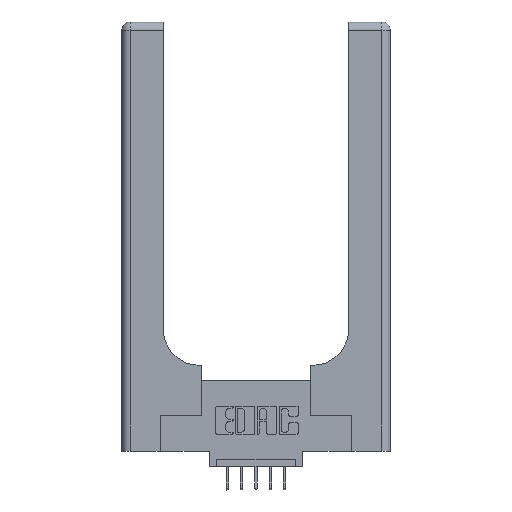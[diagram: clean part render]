
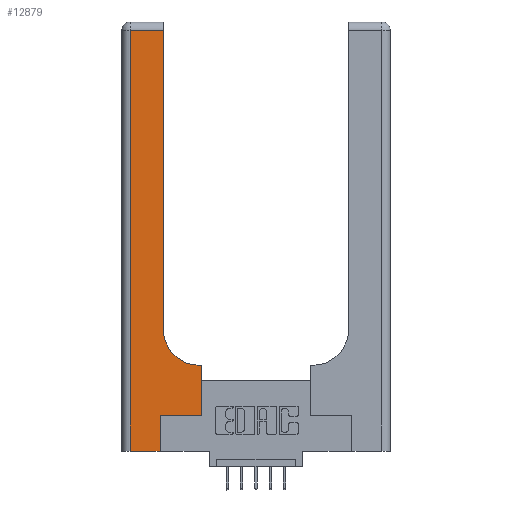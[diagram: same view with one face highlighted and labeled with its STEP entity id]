
A CAD part, top view. The second image highlights one B-rep face of the part: STEP entity #12879.
In plain terms, the highlighted planar face has unit normal (0, 0, 1).
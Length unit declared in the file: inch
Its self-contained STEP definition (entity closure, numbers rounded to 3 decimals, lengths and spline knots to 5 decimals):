
#152 = CIRCLE ( 'NONE', #12920, 0.25 ) ;
#182 = VECTOR ( 'NONE', #1006, 39.37008 ) ;
#207 = ORIENTED_EDGE ( 'NONE', *, *, #6837, .T. ) ;
#388 = VERTEX_POINT ( 'NONE', #9545 ) ;
#1006 = DIRECTION ( 'NONE',  ( 0., 1., 0. ) ) ;
#1279 = LINE ( 'NONE', #10814, #7595 ) ;
#1305 = CARTESIAN_POINT ( 'NONE',  ( 0.269, 0.25, 0.37 ) ) ;
#1401 = CARTESIAN_POINT ( 'NONE',  ( 0., 3., 0.37 ) ) ;
#1514 = ORIENTED_EDGE ( 'NONE', *, *, #13188, .T. ) ;
#1644 = CARTESIAN_POINT ( 'NONE',  ( 0.5585, 0.25, 0.37 ) ) ;
#1708 = VERTEX_POINT ( 'NONE', #1644 ) ;
#2004 = CARTESIAN_POINT ( 'NONE',  ( 0.269, 0., 0.37 ) ) ;
#2017 = DIRECTION ( 'NONE',  ( 0., 0., -1. ) ) ;
#2029 = EDGE_CURVE ( 'NONE', #388, #6960, #3089, .T. ) ;
#2454 = CARTESIAN_POINT ( 'NONE',  ( 0.5415, 0.6, 0.37 ) ) ;
#2607 = LINE ( 'NONE', #6413, #10637 ) ;
#2998 = DIRECTION ( 'NONE',  ( 1., 0., 0. ) ) ;
#3089 = LINE ( 'NONE', #2004, #182 ) ;
#3155 = AXIS2_PLACEMENT_3D ( 'NONE', #1401, #5670, #3581 ) ;
#3211 = VERTEX_POINT ( 'NONE', #12761 ) ;
#3581 = DIRECTION ( 'NONE',  ( -1., 0., 0. ) ) ;
#3673 = EDGE_CURVE ( 'NONE', #6879, #6564, #13301, .T. ) ;
#3736 = CARTESIAN_POINT ( 'NONE',  ( 0.06, 2.94, 0.37 ) ) ;
#3746 = ORIENTED_EDGE ( 'NONE', *, *, #6574, .T. ) ;
#3829 = ORIENTED_EDGE ( 'NONE', *, *, #3673, .T. ) ;
#4260 = DIRECTION ( 'NONE',  ( 1., 0., 0. ) ) ;
#4623 = DIRECTION ( 'NONE',  ( -1., 0., 0. ) ) ;
#5120 = FACE_OUTER_BOUND ( 'NONE', #13543, .T. ) ;
#5297 = ORIENTED_EDGE ( 'NONE', *, *, #5441, .T. ) ;
#5355 = LINE ( 'NONE', #8814, #7059 ) ;
#5441 = EDGE_CURVE ( 'NONE', #11526, #6879, #1279, .T. ) ;
#5670 = DIRECTION ( 'NONE',  ( 0., 0., -1. ) ) ;
#5922 = DIRECTION ( 'NONE',  ( -1., 0., 0. ) ) ;
#6016 = CARTESIAN_POINT ( 'NONE',  ( 0.06, 0., 0.37 ) ) ;
#6230 = ORIENTED_EDGE ( 'NONE', *, *, #11666, .T. ) ;
#6368 = VECTOR ( 'NONE', #10886, 39.37008 ) ;
#6380 = CARTESIAN_POINT ( 'NONE',  ( 0.2915, 0.85, 0.37 ) ) ;
#6413 = CARTESIAN_POINT ( 'NONE',  ( 0., 0., 0.37 ) ) ;
#6472 = LINE ( 'NONE', #1305, #9044 ) ;
#6564 = VERTEX_POINT ( 'NONE', #3736 ) ;
#6574 = EDGE_CURVE ( 'NONE', #3211, #9383, #10488, .T. ) ;
#6619 = VECTOR ( 'NONE', #4623, 39.37008 ) ;
#6710 = DIRECTION ( 'NONE',  ( 0., 1., 0. ) ) ;
#6747 = DIRECTION ( 'NONE',  ( 1., 0., 0. ) ) ;
#6837 = EDGE_CURVE ( 'NONE', #6564, #12429, #8931, .T. ) ;
#6879 = VERTEX_POINT ( 'NONE', #10927 ) ;
#6960 = VERTEX_POINT ( 'NONE', #13066 ) ;
#7021 = EDGE_CURVE ( 'NONE', #1708, #3211, #5355, .T. ) ;
#7059 = VECTOR ( 'NONE', #6710, 39.37008 ) ;
#7450 = EDGE_CURVE ( 'NONE', #12429, #388, #2607, .T. ) ;
#7595 = VECTOR ( 'NONE', #11905, 39.37008 ) ;
#7705 = ORIENTED_EDGE ( 'NONE', *, *, #7450, .T. ) ;
#7858 = PLANE ( 'NONE',  #3155 ) ;
#8814 = CARTESIAN_POINT ( 'NONE',  ( 0.5585, 0.25, 0.37 ) ) ;
#8931 = LINE ( 'NONE', #13113, #6368 ) ;
#9044 = VECTOR ( 'NONE', #6747, 39.37008 ) ;
#9117 = VECTOR ( 'NONE', #5922, 39.37008 ) ;
#9383 = VERTEX_POINT ( 'NONE', #2454 ) ;
#9545 = CARTESIAN_POINT ( 'NONE',  ( 0.269, 0., 0.37 ) ) ;
#10488 = LINE ( 'NONE', #11456, #9117 ) ;
#10637 = VECTOR ( 'NONE', #2998, 39.37008 ) ;
#10720 = CARTESIAN_POINT ( 'NONE',  ( 0.5415, 0.85, 0.37 ) ) ;
#10814 = CARTESIAN_POINT ( 'NONE',  ( 0.2915, 3., 0.37 ) ) ;
#10886 = DIRECTION ( 'NONE',  ( 0., -1., 0. ) ) ;
#10927 = CARTESIAN_POINT ( 'NONE',  ( 0.2915, 2.94, 0.37 ) ) ;
#11076 = CARTESIAN_POINT ( 'NONE',  ( 0., 2.94, 0.37 ) ) ;
#11456 = CARTESIAN_POINT ( 'NONE',  ( 0.2915, 0.6, 0.37 ) ) ;
#11526 = VERTEX_POINT ( 'NONE', #6380 ) ;
#11666 = EDGE_CURVE ( 'NONE', #6960, #1708, #6472, .T. ) ;
#11905 = DIRECTION ( 'NONE',  ( 0., 1., 0. ) ) ;
#12429 = VERTEX_POINT ( 'NONE', #6016 ) ;
#12438 = ORIENTED_EDGE ( 'NONE', *, *, #2029, .T. ) ;
#12761 = CARTESIAN_POINT ( 'NONE',  ( 0.5585, 0.6, 0.37 ) ) ;
#12879 = ADVANCED_FACE ( 'NONE', ( #5120 ), #7858, .F. ) ;
#12920 = AXIS2_PLACEMENT_3D ( 'NONE', #10720, #2017, #4260 ) ;
#13066 = CARTESIAN_POINT ( 'NONE',  ( 0.269, 0.25, 0.37 ) ) ;
#13113 = CARTESIAN_POINT ( 'NONE',  ( 0.06, 3., 0.37 ) ) ;
#13188 = EDGE_CURVE ( 'NONE', #9383, #11526, #152, .T. ) ;
#13301 = LINE ( 'NONE', #11076, #6619 ) ;
#13543 = EDGE_LOOP ( 'NONE', ( #5297, #3829, #207, #7705, #12438, #6230, #13683, #3746, #1514 ) ) ;
#13683 = ORIENTED_EDGE ( 'NONE', *, *, #7021, .T. ) ;
